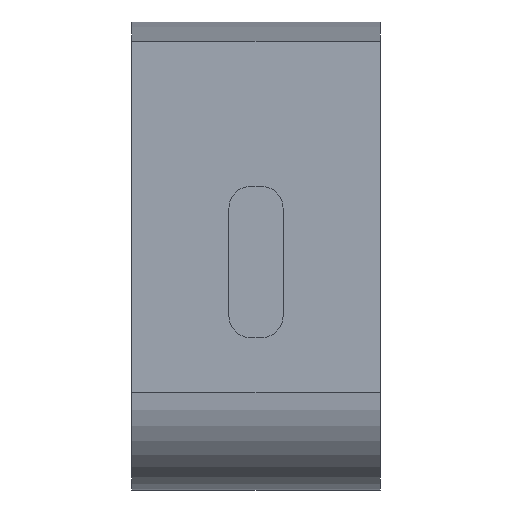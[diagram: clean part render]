
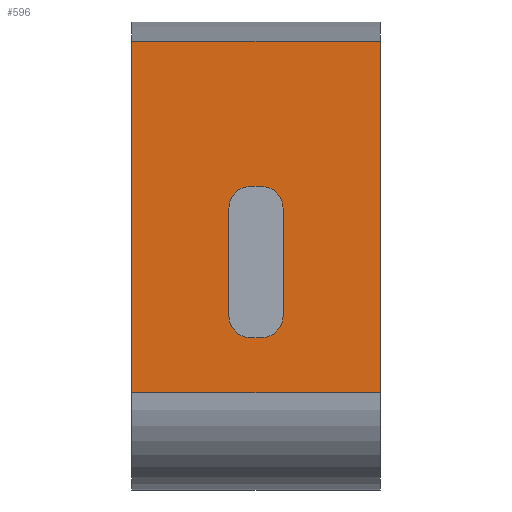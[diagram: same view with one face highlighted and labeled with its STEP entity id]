
A CAD part, left-side view. The second image highlights one B-rep face of the part: STEP entity #596.
In plain terms, the highlighted planar face has unit normal (-1, 0, 0).
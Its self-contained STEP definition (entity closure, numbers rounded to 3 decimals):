
#18=FACE_BOUND('',#101,.T.);
#35=PLANE('',#667);
#66=FACE_OUTER_BOUND('',#100,.T.);
#100=EDGE_LOOP('',(#527,#528,#529,#530));
#101=EDGE_LOOP('',(#531,#532,#533,#534,#535,#536,#537,#538));
#106=LINE('',#853,#164);
#109=LINE('',#865,#167);
#115=LINE('',#880,#173);
#117=LINE('',#889,#175);
#122=LINE('',#901,#180);
#145=LINE('',#971,#203);
#150=LINE('',#986,#208);
#161=LINE('',#1012,#219);
#164=VECTOR('',#679,10.);
#167=VECTOR('',#690,10.);
#173=VECTOR('',#704,10.);
#175=VECTOR('',#714,10.);
#180=VECTOR('',#727,10.);
#203=VECTOR('',#792,10.);
#208=VECTOR('',#809,10.);
#219=VECTOR('',#838,10.);
#223=CIRCLE('',#617,1.28);
#225=CIRCLE('',#621,1.28);
#227=CIRCLE('',#625,1.28);
#229=CIRCLE('',#629,1.28);
#248=VERTEX_POINT('',#847);
#250=VERTEX_POINT('',#851);
#251=VERTEX_POINT('',#855);
#252=VERTEX_POINT('',#856);
#255=VERTEX_POINT('',#864);
#257=VERTEX_POINT('',#870);
#258=VERTEX_POINT('',#871);
#261=VERTEX_POINT('',#882);
#263=VERTEX_POINT('',#888);
#265=VERTEX_POINT('',#894);
#292=VERTEX_POINT('',#970);
#296=VERTEX_POINT('',#984);
#306=EDGE_CURVE('',#248,#250,#106,.T.);
#307=EDGE_CURVE('',#251,#252,#223,.T.);
#311=EDGE_CURVE('',#255,#252,#109,.T.);
#314=EDGE_CURVE('',#257,#258,#225,.T.);
#319=EDGE_CURVE('',#251,#258,#115,.T.);
#320=EDGE_CURVE('',#255,#261,#227,.T.);
#323=EDGE_CURVE('',#263,#261,#117,.T.);
#326=EDGE_CURVE('',#263,#265,#229,.T.);
#330=EDGE_CURVE('',#257,#265,#122,.T.);
#364=EDGE_CURVE('',#248,#292,#145,.T.);
#372=EDGE_CURVE('',#296,#292,#150,.T.);
#385=EDGE_CURVE('',#296,#250,#161,.T.);
#527=ORIENTED_EDGE('',*,*,#372,.T.);
#528=ORIENTED_EDGE('',*,*,#364,.F.);
#529=ORIENTED_EDGE('',*,*,#306,.T.);
#530=ORIENTED_EDGE('',*,*,#385,.F.);
#531=ORIENTED_EDGE('',*,*,#319,.T.);
#532=ORIENTED_EDGE('',*,*,#314,.F.);
#533=ORIENTED_EDGE('',*,*,#330,.T.);
#534=ORIENTED_EDGE('',*,*,#326,.F.);
#535=ORIENTED_EDGE('',*,*,#323,.T.);
#536=ORIENTED_EDGE('',*,*,#320,.F.);
#537=ORIENTED_EDGE('',*,*,#311,.T.);
#538=ORIENTED_EDGE('',*,*,#307,.F.);
#596=ADVANCED_FACE('',(#66,#18),#35,.T.);
#617=AXIS2_PLACEMENT_3D('',#857,#682,#683);
#621=AXIS2_PLACEMENT_3D('',#872,#695,#696);
#625=AXIS2_PLACEMENT_3D('',#883,#707,#708);
#629=AXIS2_PLACEMENT_3D('',#895,#719,#720);
#667=AXIS2_PLACEMENT_3D('',#1011,#836,#837);
#679=DIRECTION('',(0.,1.,0.));
#682=DIRECTION('center_axis',(-1.,0.,0.));
#683=DIRECTION('ref_axis',(0.,-0.707,-0.707));
#690=DIRECTION('',(0.,0.,-1.));
#695=DIRECTION('center_axis',(-1.,0.,0.));
#696=DIRECTION('ref_axis',(0.,0.707,-0.707));
#704=DIRECTION('',(0.,1.,0.));
#707=DIRECTION('center_axis',(-1.,0.,0.));
#708=DIRECTION('ref_axis',(0.,-0.707,0.707));
#714=DIRECTION('',(0.,-1.,0.));
#719=DIRECTION('center_axis',(-1.,0.,0.));
#720=DIRECTION('ref_axis',(0.,0.707,0.707));
#727=DIRECTION('',(0.,0.,1.));
#792=DIRECTION('',(0.,0.,-1.));
#809=DIRECTION('',(0.,-1.,0.));
#836=DIRECTION('center_axis',(-1.,0.,0.));
#837=DIRECTION('ref_axis',(0.,0.,1.));
#838=DIRECTION('',(0.,0.,1.));
#847=CARTESIAN_POINT('',(-24.25,-9.7,13.275));
#851=CARTESIAN_POINT('',(-24.25,5.,13.275));
#853=CARTESIAN_POINT('',(-24.25,0.,13.275));
#855=CARTESIAN_POINT('',(-24.25,-2.67,-4.265));
#856=CARTESIAN_POINT('',(-24.25,-3.95,-2.985));
#857=CARTESIAN_POINT('Origin',(-24.25,-2.67,-2.985));
#864=CARTESIAN_POINT('',(-24.25,-3.95,3.405));
#865=CARTESIAN_POINT('',(-24.25,-3.95,-4.295));
#870=CARTESIAN_POINT('',(-24.25,-0.75,-2.985));
#871=CARTESIAN_POINT('',(-24.25,-2.03,-4.265));
#872=CARTESIAN_POINT('Origin',(-24.25,-2.03,-2.985));
#880=CARTESIAN_POINT('',(-24.25,-1.975,-4.265));
#882=CARTESIAN_POINT('',(-24.25,-2.67,4.685));
#883=CARTESIAN_POINT('Origin',(-24.25,-2.67,3.405));
#888=CARTESIAN_POINT('',(-24.25,-2.03,4.685));
#889=CARTESIAN_POINT('',(-24.25,-0.375,4.685));
#894=CARTESIAN_POINT('',(-24.25,-0.75,3.405));
#895=CARTESIAN_POINT('Origin',(-24.25,-2.03,3.405));
#901=CARTESIAN_POINT('',(-24.25,-0.75,-8.77));
#970=CARTESIAN_POINT('',(-24.25,-9.7,-7.525));
#971=CARTESIAN_POINT('',(-24.25,-9.7,13.275));
#984=CARTESIAN_POINT('',(-24.25,5.,-7.525));
#986=CARTESIAN_POINT('',(-24.25,0.,-7.525));
#1011=CARTESIAN_POINT('Origin',(-24.25,0.,-13.275));
#1012=CARTESIAN_POINT('',(-24.25,5.,-13.275));
